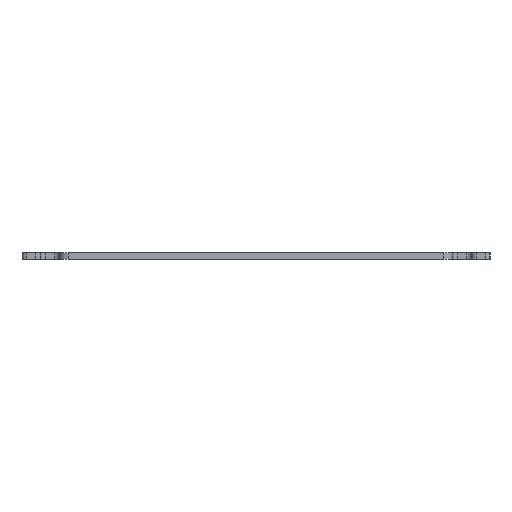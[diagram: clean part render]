
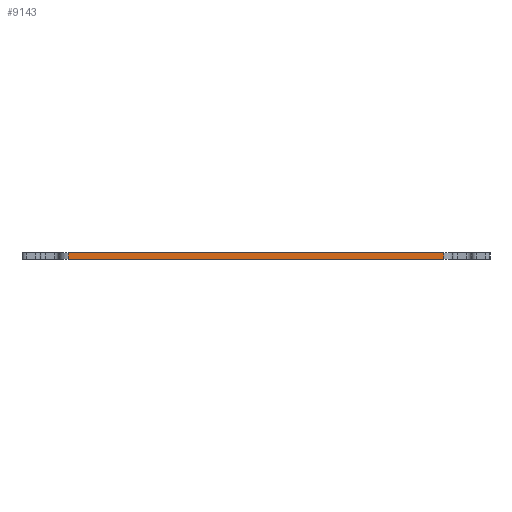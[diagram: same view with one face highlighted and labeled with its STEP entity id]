
A CAD part, left-side view. The second image highlights one B-rep face of the part: STEP entity #9143.
In plain terms, the highlighted planar face has unit normal (-1, 0, 0).
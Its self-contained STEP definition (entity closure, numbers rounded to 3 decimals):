
#1205=FACE_OUTER_BOUND('',#1701,.T.);
#1701=EDGE_LOOP('',(#7927,#7928,#7929,#7930));
#1811=LINE('',#12915,#2707);
#2628=LINE('',#15362,#3524);
#2629=LINE('',#15365,#3525);
#2630=LINE('',#15366,#3526);
#2707=VECTOR('',#10197,10.);
#3524=VECTOR('',#12648,10.);
#3525=VECTOR('',#12651,10.);
#3526=VECTOR('',#12652,10.);
#3622=VERTEX_POINT('',#12912);
#3623=VERTEX_POINT('',#12914);
#4436=VERTEX_POINT('',#15360);
#4437=VERTEX_POINT('',#15364);
#4525=EDGE_CURVE('',#3622,#3623,#1811,.T.);
#5749=EDGE_CURVE('',#4436,#3623,#2628,.T.);
#5750=EDGE_CURVE('',#4436,#4437,#2629,.T.);
#5751=EDGE_CURVE('',#4437,#3622,#2630,.T.);
#7927=ORIENTED_EDGE('',*,*,#5750,.F.);
#7928=ORIENTED_EDGE('',*,*,#5749,.T.);
#7929=ORIENTED_EDGE('',*,*,#4525,.F.);
#7930=ORIENTED_EDGE('',*,*,#5751,.F.);
#8708=PLANE('',#10042);
#9143=ADVANCED_FACE('',(#1205),#8708,.T.);
#10042=AXIS2_PLACEMENT_3D('',#15363,#12649,#12650);
#10197=DIRECTION('',(0.,-1.,0.));
#12648=DIRECTION('',(0.,0.,1.));
#12649=DIRECTION('center_axis',(-1.,0.,
0.));
#12650=DIRECTION('ref_axis',(0.,-1.,0.));
#12651=DIRECTION('',(0.,1.,0.));
#12652=DIRECTION('',(0.,0.,1.));
#12912=CARTESIAN_POINT('',(22.6,-22.4,6.1));
#12914=CARTESIAN_POINT('',(22.6,-103.4,6.1));
#12915=CARTESIAN_POINT('',(22.6,-103.4,6.1));
#15360=CARTESIAN_POINT('',(22.6,-103.4,4.6));
#15362=CARTESIAN_POINT('',(22.6,-103.4,4.6));
#15363=CARTESIAN_POINT('Origin',(22.6,-22.4,4.6));
#15364=CARTESIAN_POINT('',(22.6,-22.4,4.6));
#15365=CARTESIAN_POINT('',(22.6,-103.4,4.6));
#15366=CARTESIAN_POINT('',(22.6,-22.4,4.6));
